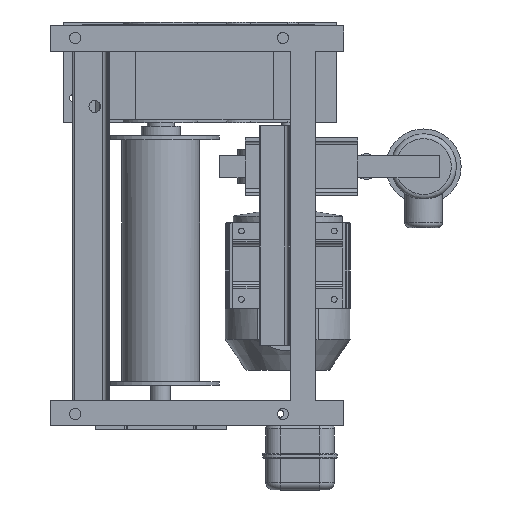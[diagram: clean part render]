
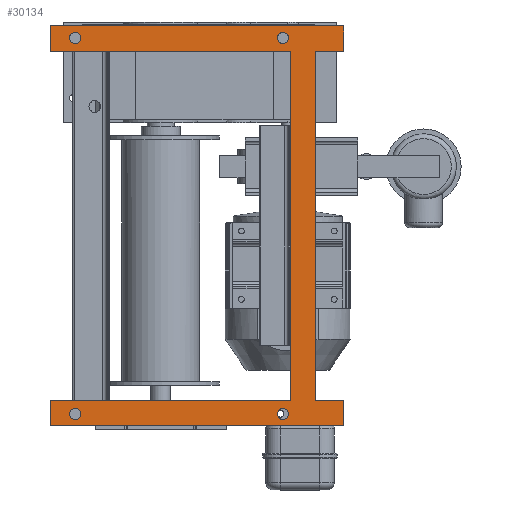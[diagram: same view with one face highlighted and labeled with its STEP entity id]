
A CAD part, front view. The second image highlights one B-rep face of the part: STEP entity #30134.
In plain terms, the highlighted planar face has unit normal (0, -1, 0).
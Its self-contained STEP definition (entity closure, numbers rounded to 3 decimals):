
#30134=ADVANCED_FACE('',(#60118,#60120,#60122,#60124,#60126),#60128,.T.);
#60118=FACE_BOUND('',#60119,.T.);
#60119=EDGE_LOOP('',(#87174,#87175,#87176,#87177,#87178,#87179,#87180,#87181,#87182,
#87183,#87184,#87185));
#60120=FACE_BOUND('',#60121,.T.);
#60121=EDGE_LOOP('',(#87186));
#60122=FACE_BOUND('',#60123,.T.);
#60123=EDGE_LOOP('',(#87187));
#60124=FACE_BOUND('',#60125,.T.);
#60125=EDGE_LOOP('',(#87188));
#60126=FACE_BOUND('',#60127,.T.);
#60127=EDGE_LOOP('',(#87189));
#60128=PLANE('',#60129);
#60129=AXIS2_PLACEMENT_3D('',#60130,#60131,#60132);
#60130=CARTESIAN_POINT('',(265.,-290.,-734.));
#60131=DIRECTION('',(0.,-1.,0.));
#60132=DIRECTION('',(1.,0.,0.));
#87174=ORIENTED_EDGE('',*,*,#100700,.T.);
#87175=ORIENTED_EDGE('',*,*,#100031,.F.);
#87176=ORIENTED_EDGE('',*,*,#100025,.F.);
#87177=ORIENTED_EDGE('',*,*,#100701,.T.);
#87178=ORIENTED_EDGE('',*,*,#99948,.F.);
#87179=ORIENTED_EDGE('',*,*,#99934,.F.);
#87180=ORIENTED_EDGE('',*,*,#99962,.F.);
#87181=ORIENTED_EDGE('',*,*,#99923,.F.);
#87182=ORIENTED_EDGE('',*,*,#99916,.F.);
#87183=ORIENTED_EDGE('',*,*,#100699,.T.);
#87184=ORIENTED_EDGE('',*,*,#100007,.F.);
#87185=ORIENTED_EDGE('',*,*,#99995,.F.);
#87186=ORIENTED_EDGE('',*,*,#100702,.T.);
#87187=ORIENTED_EDGE('',*,*,#100703,.T.);
#87188=ORIENTED_EDGE('',*,*,#100704,.T.);
#87189=ORIENTED_EDGE('',*,*,#100705,.T.);
#99916=EDGE_CURVE('',#117217,#117219,#117220,.T.);
#99923=EDGE_CURVE('',#117219,#117231,#117232,.T.);
#99934=EDGE_CURVE('',#117248,#117250,#117251,.T.);
#99948=EDGE_CURVE('',#117250,#117275,#117276,.T.);
#99962=EDGE_CURVE('',#117231,#117248,#117298,.T.);
#99995=EDGE_CURVE('',#117356,#117358,#117359,.T.);
#100007=EDGE_CURVE('',#117358,#117380,#117381,.T.);
#100025=EDGE_CURVE('',#117413,#117415,#117416,.T.);
#100031=EDGE_CURVE('',#117415,#117425,#117426,.T.);
#100699=EDGE_CURVE('',#117217,#117380,#118443,.T.);
#100700=EDGE_CURVE('',#117356,#117425,#118444,.T.);
#100701=EDGE_CURVE('',#117413,#117275,#118445,.T.);
#100702=EDGE_CURVE('',#118446,#118446,#118447,.F.);
#100703=EDGE_CURVE('',#118448,#118448,#118449,.F.);
#100704=EDGE_CURVE('',#118450,#118450,#118451,.F.);
#100705=EDGE_CURVE('',#118452,#118452,#118453,.F.);
#117217=VERTEX_POINT('',#186307);
#117219=VERTEX_POINT('',#186311);
#117220=LINE('',#186312,#186313);
#117231=VERTEX_POINT('',#186339);
#117232=LINE('',#186340,#186341);
#117248=VERTEX_POINT('',#186379);
#117250=VERTEX_POINT('',#186383);
#117251=LINE('',#186384,#186385);
#117275=VERTEX_POINT('',#186441);
#117276=LINE('',#186442,#186443);
#117298=LINE('',#186495,#186496);
#117356=VERTEX_POINT('',#186620);
#117358=VERTEX_POINT('',#186624);
#117359=LINE('',#186625,#186626);
#117380=VERTEX_POINT('',#186676);
#117381=LINE('',#186677,#186678);
#117413=VERTEX_POINT('',#186753);
#117415=VERTEX_POINT('',#186757);
#117416=LINE('',#186758,#186759);
#117425=VERTEX_POINT('',#186781);
#117426=LINE('',#186782,#186783);
#118443=LINE('',#189402,#189403);
#118444=LINE('',#189405,#189406);
#118445=LINE('',#189408,#189409);
#118446=VERTEX_POINT('',#189411);
#118447=CIRCLE('',#189412,11.5);
#118448=VERTEX_POINT('',#189416);
#118449=CIRCLE('',#189417,11.5);
#118450=VERTEX_POINT('',#189421);
#118451=CIRCLE('',#189422,11.5);
#118452=VERTEX_POINT('',#189426);
#118453=CIRCLE('',#189427,11.5);
#186307=CARTESIAN_POINT('',(-225.,-290.,-724.));
#186311=CARTESIAN_POINT('',(-225.,-290.,-672.));
#186312=CARTESIAN_POINT('',(-225.,-290.,-724.));
#186313=VECTOR('',#186314,1.);
#186314=DIRECTION('',(0.,0.,1.));
#186339=CARTESIAN_POINT('',(265.,-290.,-672.));
#186340=CARTESIAN_POINT('',(-225.,-290.,-672.));
#186341=VECTOR('',#186342,1.);
#186342=DIRECTION('',(1.,0.,0.));
#186379=CARTESIAN_POINT('',(265.,-290.,43.));
#186383=CARTESIAN_POINT('',(-225.,-290.,43.));
#186384=CARTESIAN_POINT('',(265.,-290.,43.));
#186385=VECTOR('',#186386,1.);
#186386=DIRECTION('',(-1.,0.,0.));
#186441=CARTESIAN_POINT('',(-225.,-290.,95.));
#186442=CARTESIAN_POINT('',(-225.,-290.,43.));
#186443=VECTOR('',#186444,1.);
#186444=DIRECTION('',(0.,0.,1.));
#186495=CARTESIAN_POINT('',(265.,-290.,-672.));
#186496=VECTOR('',#186497,1.);
#186497=DIRECTION('',(0.,0.,1.));
#186620=CARTESIAN_POINT('',(317.,-290.,-672.));
#186624=CARTESIAN_POINT('',(375.,-290.,-672.));
#186625=CARTESIAN_POINT('',(317.,-290.,-672.));
#186626=VECTOR('',#186627,1.);
#186627=DIRECTION('',(1.,0.,0.));
#186676=CARTESIAN_POINT('',(375.,-290.,-724.));
#186677=CARTESIAN_POINT('',(375.,-290.,-672.));
#186678=VECTOR('',#186679,1.);
#186679=DIRECTION('',(0.,0.,-1.));
#186753=CARTESIAN_POINT('',(375.,-290.,95.));
#186757=CARTESIAN_POINT('',(375.,-290.,43.));
#186758=CARTESIAN_POINT('',(375.,-290.,95.));
#186759=VECTOR('',#186760,1.);
#186760=DIRECTION('',(0.,0.,-1.));
#186781=CARTESIAN_POINT('',(317.,-290.,43.));
#186782=CARTESIAN_POINT('',(375.,-290.,43.));
#186783=VECTOR('',#186784,1.);
#186784=DIRECTION('',(-1.,0.,0.));
#189402=CARTESIAN_POINT('',(-225.,-290.,-724.));
#189403=VECTOR('',#189404,1.);
#189404=DIRECTION('',(1.,0.,0.));
#189405=CARTESIAN_POINT('',(317.,-290.,-672.));
#189406=VECTOR('',#189407,1.);
#189407=DIRECTION('',(0.,0.,1.));
#189408=CARTESIAN_POINT('',(375.,-290.,95.));
#189409=VECTOR('',#189410,1.);
#189410=DIRECTION('',(-1.,0.,0.));
#189411=CARTESIAN_POINT('',(-163.5,-290.,70.5));
#189412=AXIS2_PLACEMENT_3D('',#189413,#189414,#189415);
#189413=CARTESIAN_POINT('',(-175.,-290.,70.5));
#189414=DIRECTION('',(0.,-1.,0.));
#189415=DIRECTION('',(1.,0.,0.));
#189416=CARTESIAN_POINT('',(261.5,-290.,70.5));
#189417=AXIS2_PLACEMENT_3D('',#189418,#189419,#189420);
#189418=CARTESIAN_POINT('',(250.,-290.,70.5));
#189419=DIRECTION('',(0.,-1.,0.));
#189420=DIRECTION('',(1.,0.,0.));
#189421=CARTESIAN_POINT('',(-163.5,-290.,-699.5));
#189422=AXIS2_PLACEMENT_3D('',#189423,#189424,#189425);
#189423=CARTESIAN_POINT('',(-175.,-290.,-699.5));
#189424=DIRECTION('',(0.,-1.,0.));
#189425=DIRECTION('',(1.,0.,0.));
#189426=CARTESIAN_POINT('',(261.5,-290.,-699.5));
#189427=AXIS2_PLACEMENT_3D('',#189428,#189429,#189430);
#189428=CARTESIAN_POINT('',(250.,-290.,-699.5));
#189429=DIRECTION('',(0.,-1.,0.));
#189430=DIRECTION('',(1.,0.,0.));
